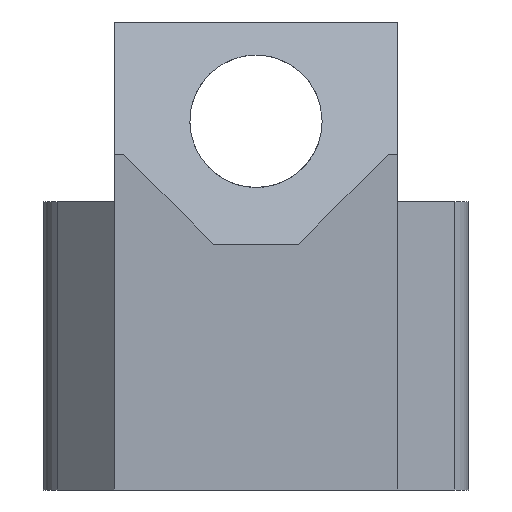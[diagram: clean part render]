
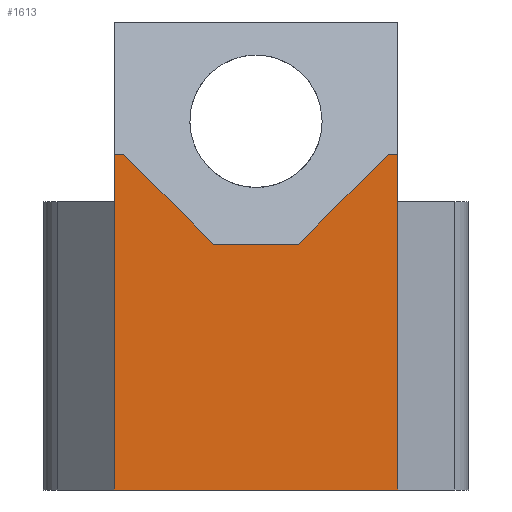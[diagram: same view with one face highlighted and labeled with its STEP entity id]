
A CAD part, front view. The second image highlights one B-rep face of the part: STEP entity #1613.
In plain terms, the highlighted planar face has unit normal (0, -1, 0).
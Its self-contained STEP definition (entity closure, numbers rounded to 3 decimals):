
#166=FACE_OUTER_BOUND('',#256,.T.);
#256=EDGE_LOOP('',(#1214,#1215,#1216,#1217,#1218,#1219,#1220,#1221));
#356=LINE('',#2354,#524);
#387=LINE('',#2534,#555);
#406=LINE('',#2590,#574);
#409=LINE('',#2595,#577);
#411=LINE('',#2599,#579);
#412=LINE('',#2601,#580);
#413=LINE('',#2602,#581);
#414=LINE('',#2603,#582);
#524=VECTOR('',#1884,10.);
#555=VECTOR('',#1945,10.);
#574=VECTOR('',#1992,10.);
#577=VECTOR('',#1997,10.);
#579=VECTOR('',#2001,10.);
#580=VECTOR('',#2004,10.);
#581=VECTOR('',#2005,10.);
#582=VECTOR('',#2006,10.);
#696=VERTEX_POINT('',#2351);
#697=VERTEX_POINT('',#2353);
#726=VERTEX_POINT('',#2531);
#727=VERTEX_POINT('',#2533);
#749=VERTEX_POINT('',#2587);
#750=VERTEX_POINT('',#2589);
#751=VERTEX_POINT('',#2593);
#752=VERTEX_POINT('',#2597);
#859=EDGE_CURVE('',#696,#697,#356,.T.);
#899=EDGE_CURVE('',#726,#727,#387,.T.);
#927=EDGE_CURVE('',#750,#749,#406,.T.);
#930=EDGE_CURVE('',#749,#751,#409,.T.);
#932=EDGE_CURVE('',#751,#752,#411,.T.);
#933=EDGE_CURVE('',#727,#752,#412,.T.);
#934=EDGE_CURVE('',#697,#726,#413,.T.);
#935=EDGE_CURVE('',#750,#696,#414,.T.);
#1214=ORIENTED_EDGE('',*,*,#927,.T.);
#1215=ORIENTED_EDGE('',*,*,#930,.T.);
#1216=ORIENTED_EDGE('',*,*,#932,.T.);
#1217=ORIENTED_EDGE('',*,*,#933,.F.);
#1218=ORIENTED_EDGE('',*,*,#899,.F.);
#1219=ORIENTED_EDGE('',*,*,#934,.F.);
#1220=ORIENTED_EDGE('',*,*,#859,.F.);
#1221=ORIENTED_EDGE('',*,*,#935,.F.);
#1558=PLANE('',#1730);
#1613=ADVANCED_FACE('',(#166),#1558,.T.);
#1730=AXIS2_PLACEMENT_3D('',#2600,#2002,#2003);
#1884=DIRECTION('',(0.,0.,-1.));
#1945=DIRECTION('',(0.,0.,1.));
#1992=DIRECTION('',(-0.707,0.,-0.707));
#1997=DIRECTION('',(-1.,0.,0.));
#2001=DIRECTION('',(-0.707,0.,0.707));
#2002=DIRECTION('center_axis',(0.,-1.,0.));
#2003=DIRECTION('ref_axis',(0.,0.,-1.));
#2004=DIRECTION('',(1.,0.,0.));
#2005=DIRECTION('',(-1.,0.,0.));
#2006=DIRECTION('',(1.,0.,0.));
#2351=CARTESIAN_POINT('',(15.,-190.987,158.656));
#2353=CARTESIAN_POINT('',(15.,-190.987,123.156));
#2354=CARTESIAN_POINT('',(15.,-190.987,146.031));
#2531=CARTESIAN_POINT('',(-15.,-190.987,123.156));
#2533=CARTESIAN_POINT('',(-15.,-190.987,158.656));
#2534=CARTESIAN_POINT('',(-15.,-190.987,146.031));
#2587=CARTESIAN_POINT('',(4.5,-190.987,149.156));
#2589=CARTESIAN_POINT('',(14.,-190.987,158.656));
#2590=CARTESIAN_POINT('',(6.75,-190.987,151.406));
#2593=CARTESIAN_POINT('',(-4.5,-190.987,149.156));
#2595=CARTESIAN_POINT('',(2.25,-190.987,149.156));
#2597=CARTESIAN_POINT('',(-14.,-190.987,158.656));
#2599=CARTESIAN_POINT('',(-4.5,-190.987,149.156));
#2600=CARTESIAN_POINT('Origin',(0.,-190.987,153.656));
#2601=CARTESIAN_POINT('',(0.,-190.987,158.656));
#2602=CARTESIAN_POINT('',(0.,-190.987,123.156));
#2603=CARTESIAN_POINT('',(0.,-190.987,158.656));
